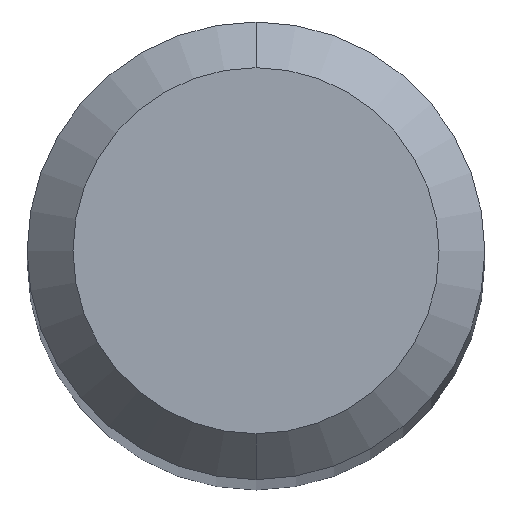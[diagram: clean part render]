
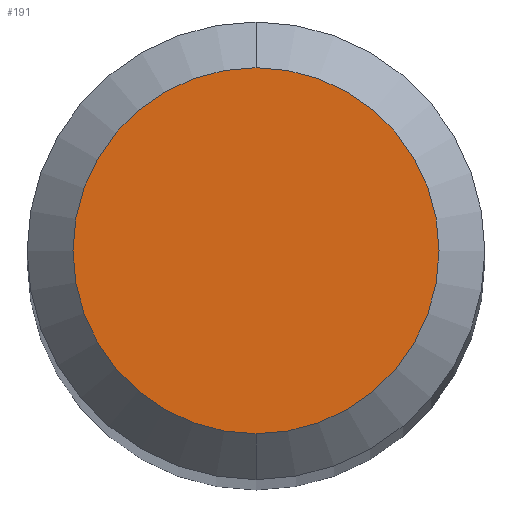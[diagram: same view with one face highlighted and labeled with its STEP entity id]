
A CAD part, top view. The second image highlights one B-rep face of the part: STEP entity #191.
In plain terms, the highlighted planar face has unit normal (0, 0, 1).
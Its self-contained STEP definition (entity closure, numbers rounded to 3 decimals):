
#103=VERTEX_POINT('',#242);
#135=EDGE_CURVE('',#183,#103,#274,.T.);
#183=VERTEX_POINT('',#330);
#191=ADVANCED_FACE('',(#338),#339,.T.);
#193=EDGE_CURVE('',#103,#183,#341,.T.);
#242=CARTESIAN_POINT('',(0.0,1.2,0.0));
#274=CIRCLE('',#434,1.2);
#330=CARTESIAN_POINT('',(0.,-1.2,0.0));
#338=FACE_OUTER_BOUND('',#513,.T.);
#339=PLANE('',#514);
#341=CIRCLE('',#517,1.2);
#434=AXIS2_PLACEMENT_3D('',#585,#586,#587);
#513=EDGE_LOOP('',(#676,#677));
#514=AXIS2_PLACEMENT_3D('',#678,#679,#680);
#517=AXIS2_PLACEMENT_3D('',#681,#682,#683);
#585=CARTESIAN_POINT('',(0.0,0.0,0.0));
#586=DIRECTION('',(0.0,0.0,-1.0));
#587=DIRECTION('',(0.0,1.0,0.0));
#676=ORIENTED_EDGE('',*,*,#193,.F.);
#677=ORIENTED_EDGE('',*,*,#135,.F.);
#678=CARTESIAN_POINT('',(0.0,0.6,0.0));
#679=DIRECTION('',(-0.0,0.0,1.0));
#680=DIRECTION('',(0.0,-1.0,0.0));
#681=CARTESIAN_POINT('',(0.0,0.0,0.0));
#682=DIRECTION('',(0.0,0.0,-1.0));
#683=DIRECTION('',(0.0,1.0,0.0));
